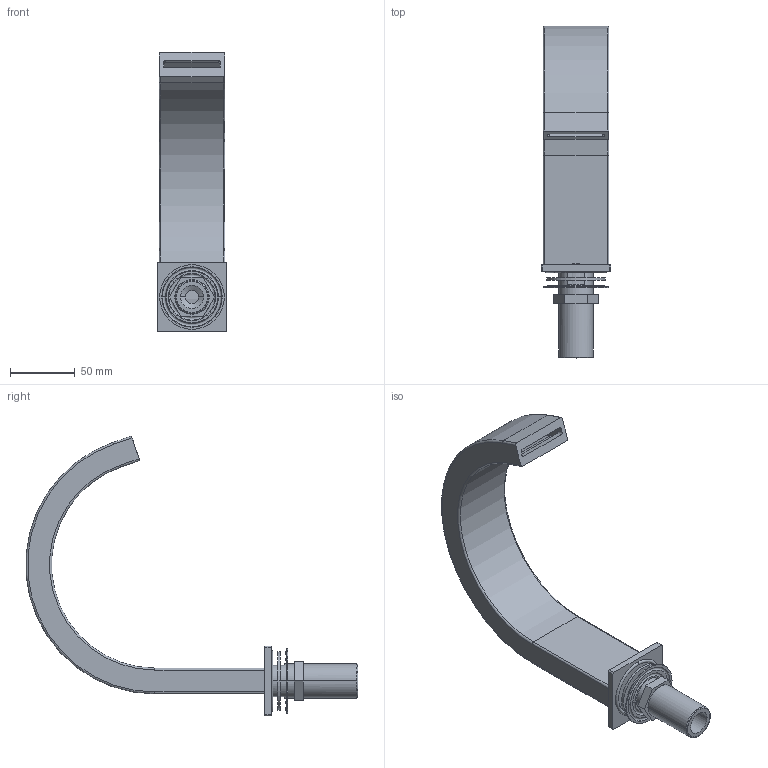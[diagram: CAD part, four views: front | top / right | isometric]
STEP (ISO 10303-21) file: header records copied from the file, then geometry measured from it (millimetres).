
FILE_DESCRIPTION((''),'2;1');
FILE_NAME('ZBOC039CR_ASM','2020-07-03T17:18:05',('stefano.gianpani'),('PAFFONI SpA'),'CREO PARAMETRIC BY PTC INC, 2019030','CREO PARAMETRIC BY PTC INC, 2019030','');
FILE_SCHEMA(('CONFIG_CONTROL_DESIGN','SHAPE_APPEARANCE_LAYERS_GROUPS'));
Length unit declared in the file: millimetre
Products named in the file (12): 3021190TO; 2051110; 2041729GR; 2041745GR; 2091033-OM_AF0; 5002050CR_ASM; 2091043_AF0; 2091018; 2051057; 2041015GR3-4; 8001121_ASM; ZBOC039CR_ASM
Assembly tree (11 placements, depth 3):
  ZBOC039CR_ASM
    3021190TO
    2051110
    2041729GR
    5002050CR_ASM
      2041745GR
      2091033-OM_AF0
    2091043_AF0
    8001121_ASM
      2091018
      2051057
      2041015GR3-4
Bounding box: 54 x 256.66 x 216.46 mm (x, y, z)
Volume: 204311 mm3; surface area: 125081.6 mm2
Topology: 9 solids, 14 shells, 183 faces, 428 edges, 271 vertices
Faces by surface type: cylinder 68, plane 67, cone 26, torus 22
Entity records: 7043 total; most frequent: DIRECTION 1078, CARTESIAN_POINT 936, ORIENTED_EDGE 832, PRESENTATION_STYLE_ASSIGNMENT 440, STYLED_ITEM 440, AXIS2_PLACEMENT_3D 437, CURVE_STYLE 426, EDGE_CURVE 426
